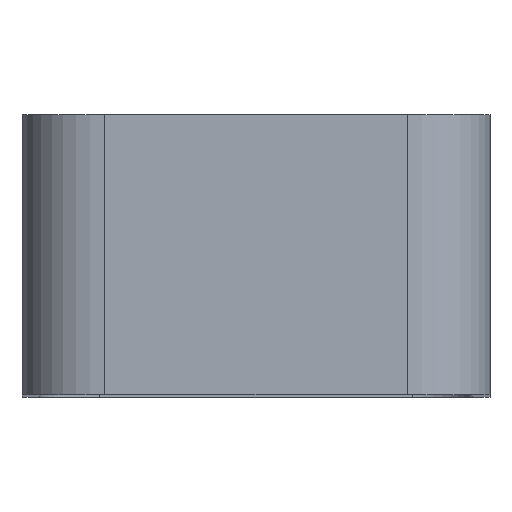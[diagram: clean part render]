
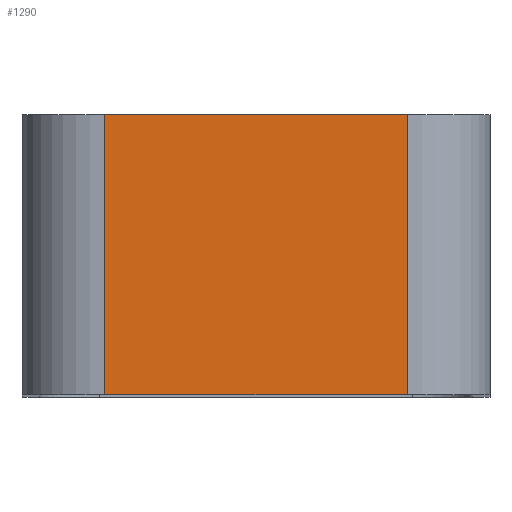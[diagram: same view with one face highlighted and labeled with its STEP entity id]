
A CAD part, top view. The second image highlights one B-rep face of the part: STEP entity #1290.
In plain terms, the highlighted planar face has unit normal (0, 0, 1).
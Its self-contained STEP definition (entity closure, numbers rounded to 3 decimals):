
#98=FACE_OUTER_BOUND('',#164,.T.);
#164=EDGE_LOOP('',(#1128,#1129,#1130,#1131));
#265=LINE('',#1921,#397);
#276=LINE('',#1957,#408);
#283=LINE('',#1979,#415);
#284=LINE('',#1982,#416);
#397=VECTOR('',#1519,10.);
#408=VECTOR('',#1550,10.);
#415=VECTOR('',#1575,10.);
#416=VECTOR('',#1580,10.);
#540=VERTEX_POINT('',#1918);
#541=VERTEX_POINT('',#1920);
#555=VERTEX_POINT('',#1954);
#556=VERTEX_POINT('',#1956);
#672=EDGE_CURVE('',#540,#541,#265,.T.);
#690=EDGE_CURVE('',#555,#556,#276,.T.);
#703=EDGE_CURVE('',#541,#555,#283,.T.);
#704=EDGE_CURVE('',#556,#540,#284,.T.);
#1128=ORIENTED_EDGE('',*,*,#703,.F.);
#1129=ORIENTED_EDGE('',*,*,#672,.F.);
#1130=ORIENTED_EDGE('',*,*,#704,.F.);
#1131=ORIENTED_EDGE('',*,*,#690,.F.);
#1231=PLANE('',#1421);
#1290=ADVANCED_FACE('',(#98),#1231,.T.);
#1421=AXIS2_PLACEMENT_3D('',#2173,#1775,#1776);
#1519=DIRECTION('',(-1.,0.,0.));
#1550=DIRECTION('',(1.,0.,0.));
#1575=DIRECTION('',(0.,1.,0.));
#1580=DIRECTION('',(0.,-1.,0.));
#1775=DIRECTION('center_axis',(0.,0.,1.));
#1776=DIRECTION('ref_axis',(1.,0.,0.));
#1918=CARTESIAN_POINT('',(-0.574,-1.2,53.7));
#1920=CARTESIAN_POINT('',(-20.874,-1.2,53.7));
#1921=CARTESIAN_POINT('',(4.976,-1.2,53.7));
#1954=CARTESIAN_POINT('',(-20.874,17.6,53.7));
#1956=CARTESIAN_POINT('',(-0.574,17.6,53.7));
#1957=CARTESIAN_POINT('',(4.976,17.6,53.7));
#1979=CARTESIAN_POINT('',(-20.874,0.,53.7));
#1982=CARTESIAN_POINT('',(-0.574,0.,53.7));
#2173=CARTESIAN_POINT('Origin',(-26.424,0.,53.7));
